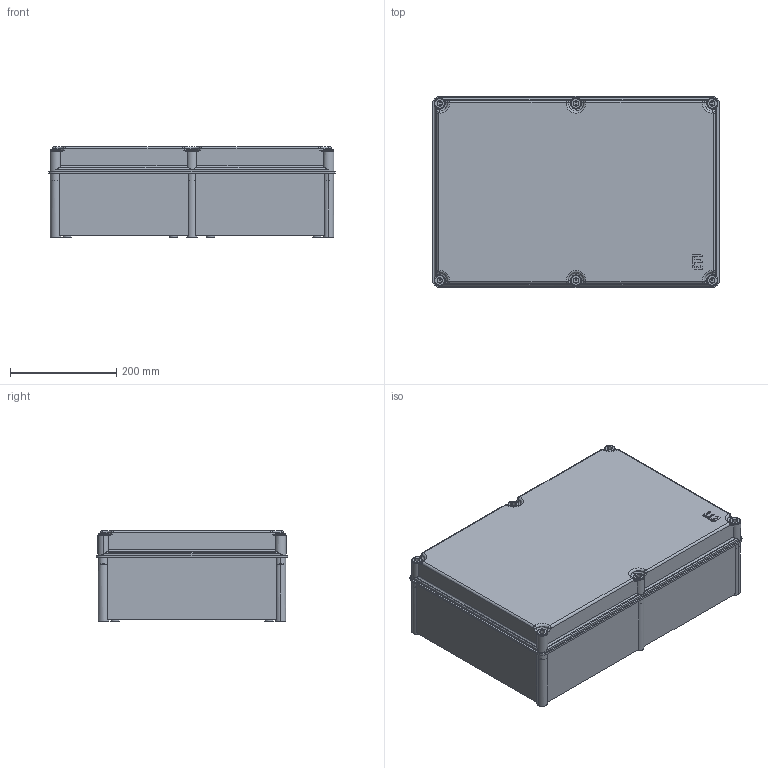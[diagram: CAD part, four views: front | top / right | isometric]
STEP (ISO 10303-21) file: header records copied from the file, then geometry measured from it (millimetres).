
FILE_DESCRIPTION((''),'2;1');
FILE_NAME('ASM01044_ASM','2021-04-29T',('marketing.praksa'),('Audax d.o.o.'),'CREO PARAMETRIC BY PTC INC, 2017480','CREO PARAMETRIC BY PTC INC, 2017480','');
FILE_SCHEMA(('AUTOMOTIVE_DESIGN { 1 0 10303 214 1 1 1 1 }'));
Length unit declared in the file: millimetre
Products named in the file (25): 64-MP-WOL; MOUNTING-PLATE-SCREW_1_1_1_2_1_; MOUNTING-PLATE-SCREW_1_1_1_2__1; PRT0146_1_1_1_2_1_1_1; PRT0146_1_1_1_2_1_1; PRT0144_1_1_1_2_1_1_1; PRT0145_1_1_1_2_1_1_1; PRT0144_1_1_1_2_1_1; PRT0145_1_1_1_2_1_1; MP_SCREW_ASM; 64-BASE-FINAL; PRT0131_1_1_1_2_1_1_1; PRT0130_1_1_1_2_1_1_1; PRT0132_1_1_1_2_1_1_1; PRT0134_1_1_1_2_1_1_1; PRT0132_1_1_1_2_1_1; PRT0134_1_1_1_2_1_1; PLASTIC_SCREWS_ASM; 64-COVER-FINAL; PRT0147_1_1_1_1_2_1_1; PRT0147_1_2_1_1_2_1_1; PRT0147_1_3_1_1_2_1_1; PRT0147_1_ASM_1_1_ASM_1_ASM_1_ASM; PRT0134; ASM01044_ASM
Assembly tree (24 placements, depth 3):
  ASM01044_ASM
    64-MP-WOL
    MP_SCREW_ASM
      MOUNTING-PLATE-SCREW_1_1_1_2_1_
      MOUNTING-PLATE-SCREW_1_1_1_2__1
      PRT0146_1_1_1_2_1_1_1
      PRT0146_1_1_1_2_1_1
      PRT0144_1_1_1_2_1_1_1
      PRT0145_1_1_1_2_1_1_1
      PRT0144_1_1_1_2_1_1
      PRT0145_1_1_1_2_1_1
    64-BASE-FINAL
    PLASTIC_SCREWS_ASM
      PRT0131_1_1_1_2_1_1_1
      PRT0130_1_1_1_2_1_1_1
      PRT0132_1_1_1_2_1_1_1
      PRT0134_1_1_1_2_1_1_1
      PRT0132_1_1_1_2_1_1
      PRT0134_1_1_1_2_1_1
    64-COVER-FINAL
    PRT0147_1_ASM_1_1_ASM_1_ASM_1_ASM
      PRT0147_1_1_1_1_2_1_1
      PRT0147_1_2_1_1_2_1_1
      PRT0147_1_3_1_1_2_1_1
    PRT0134
Bounding box: 540 x 360 x 171 mm (x, y, z)
Volume: 3176616 mm3; surface area: 1790555.9 mm2
Topology: 21 solids, 21 shells, 1085 faces, 3116 edges, 2111 vertices
Faces by surface type: plane 557, cylinder 354, cone 88, torus 42, revolution 32, sphere 12
Entity records: 50100 total; most frequent: CARTESIAN_POINT 9288, DIRECTION 6209, ORIENTED_EDGE 6208, PRESENTATION_STYLE_ASSIGNMENT 3160, STYLED_ITEM 3160, CURVE_STYLE 3104, EDGE_CURVE 3104, AXIS2_PLACEMENT_3D 2380
